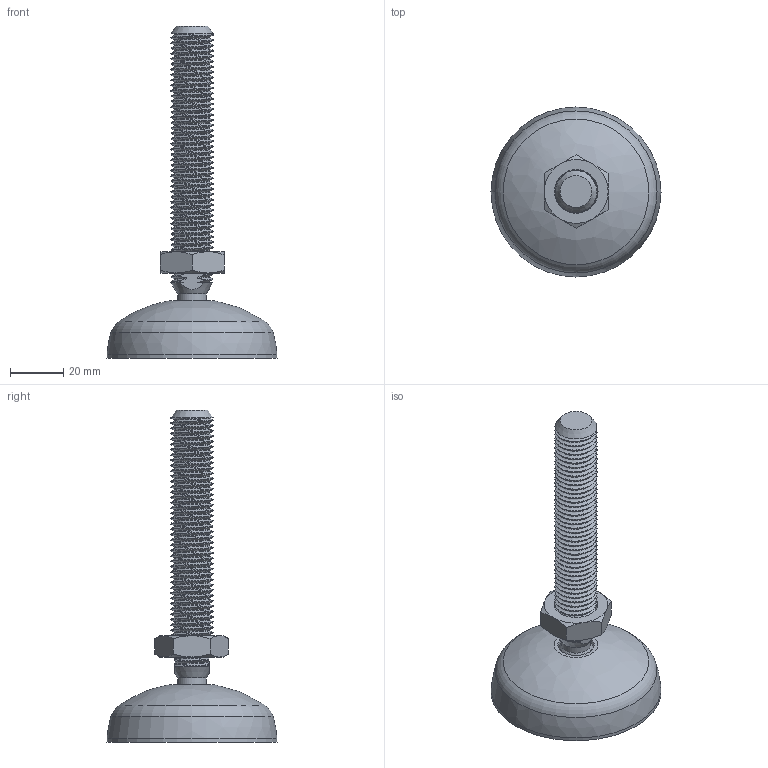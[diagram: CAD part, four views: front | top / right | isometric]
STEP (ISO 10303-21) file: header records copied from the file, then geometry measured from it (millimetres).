
FILE_DESCRIPTION(/* description */ (''),/* implementation_level */ '2;1');
FILE_NAME(/* name */ '30-M16D60-1.step',/* time_stamp */ '2022-07-06T15:21:18-04:00',/* author */ (''),/* organization */ (''),/* preprocessor_version */ 'ST-DEVELOPER v19',/* originating_system */ 'Autodesk Translation Framework v11.7.0.108',/* authorisation */ '');
FILE_SCHEMA (('AUTOMOTIVE_DESIGN { 1 0 10303 214 3 1 1 }'));
Products named in the file (3): Working 7-6-22d; 30-M16D60-0; 90370A212_STEEL THIN HEX NUT
Assembly tree (2 placements, depth 2):
  Working 7-6-22d
    30-M16D60-0
    90370A212_STEEL THIN HEX NUT
Bounding box: 64 x 64 x 124.98 mm (x, y, z)
Volume: 64981.2 mm3; surface area: 20018.9 mm2
Topology: 3 solids, 3 shells, 193 faces, 539 edges, 352 vertices
Faces by surface type: cylinder 120, bspline 30, cone 20, plane 19, torus 3, sphere 1
Full cylindrical faces by diameter (mm): 10.88 x1, 13.28 x1, 13.402 x2, 13.534 x41, 14.08 x1, 15.822 x41, 16 x3, 23.988 x1, 50.24 x1
Entity records: 46774 total; most frequent: CARTESIAN_POINT 42417, ORIENTED_EDGE 1074, DIRECTION 621, EDGE_CURVE 537, VERTEX_POINT 352, B_SPLINE_CURVE_WITH_KNOTS 282, AXIS2_PLACEMENT_3D 231, EDGE_LOOP 197
